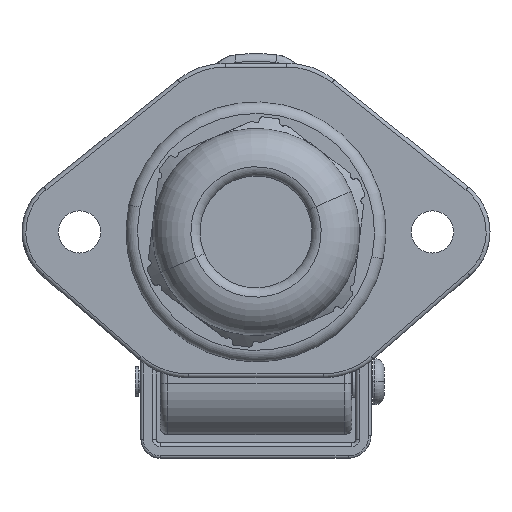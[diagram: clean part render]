
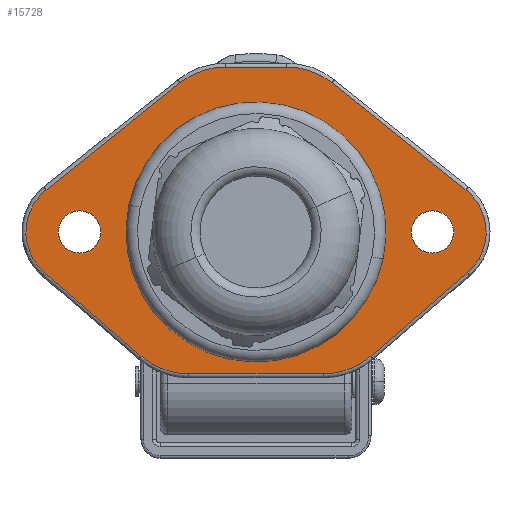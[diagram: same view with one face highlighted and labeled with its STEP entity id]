
A CAD part, front view. The second image highlights one B-rep face of the part: STEP entity #15728.
In plain terms, the highlighted planar face has unit normal (0, -1, 0).
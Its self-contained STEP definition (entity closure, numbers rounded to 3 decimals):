
#3854=CARTESIAN_POINT('',(0.,20.,0.));
#3855=DIRECTION('',(0.,1.,0.));
#3856=DIRECTION('',(1.,0.,0.001));
#3857=AXIS2_PLACEMENT_3D('',#3854,#3855,#3856);
#3874=CARTESIAN_POINT('',(-3.993,20.,12.));
#3875=DIRECTION('',(0.,1.,0.));
#3876=DIRECTION('',(-0.625,0.,0.781));
#3877=AXIS2_PLACEMENT_3D('',#3874,#3875,#3876);
#3879=CARTESIAN_POINT('',(3.993,20.,12.));
#3880=DIRECTION('',(0.,1.,0.));
#3881=DIRECTION('',(0.,0.,1.));
#3882=AXIS2_PLACEMENT_3D('',#3879,#3880,#3881);
#3884=DIRECTION('',(0.781,0.,-0.625));
#3885=VECTOR('',#3884,22.339);
#3886=CARTESIAN_POINT('',(9.927,20.,19.419));
#3887=LINE('',#3886,#3885);
#3888=CARTESIAN_POINT('',(23.,20.,0.));
#3889=DIRECTION('',(0.,1.,0.));
#3890=DIRECTION('',(0.625,0.,0.781));
#3891=AXIS2_PLACEMENT_3D('',#3888,#3889,#3890);
#3893=DIRECTION('',(-0.756,0.,-0.654));
#3894=VECTOR('',#3893,16.646);
#3895=CARTESIAN_POINT('',(27.58,20.,-5.294));
#3896=LINE('',#3895,#3894);
#3897=CARTESIAN_POINT('',(8.775,20.,-9.));
#3898=DIRECTION('',(0.,1.,0.));
#3899=DIRECTION('',(0.654,0.,-0.756));
#3900=AXIS2_PLACEMENT_3D('',#3897,#3898,#3899);
#3902=CARTESIAN_POINT('',(-8.775,20.,-9.));
#3903=DIRECTION('',(0.,1.,0.));
#3904=DIRECTION('',(0.,0.,-1.));
#3905=AXIS2_PLACEMENT_3D('',#3902,#3903,#3904);
#3907=DIRECTION('',(-0.756,0.,0.654));
#3908=VECTOR('',#3907,16.646);
#3909=CARTESIAN_POINT('',(-14.99,20.,-16.185));
#3910=LINE('',#3909,#3908);
#3911=CARTESIAN_POINT('',(-23.,20.,0.));
#3912=DIRECTION('',(0.,1.,0.));
#3913=DIRECTION('',(-0.654,0.,-0.756));
#3914=AXIS2_PLACEMENT_3D('',#3911,#3912,#3913);
#3916=DIRECTION('',(0.781,0.,0.625));
#3917=VECTOR('',#3916,22.339);
#3918=CARTESIAN_POINT('',(-27.372,20.,5.467));
#3919=LINE('',#3918,#3917);
#3920=CARTESIAN_POINT('',(-23.,20.,0.));
#3921=DIRECTION('',(0.,-1.,0.));
#3922=DIRECTION('',(1.,0.,0.));
#3923=AXIS2_PLACEMENT_3D('',#3920,#3921,#3922);
#3925=CARTESIAN_POINT('',(-23.,20.,0.));
#3926=DIRECTION('',(0.,-1.,0.));
#3927=DIRECTION('',(-1.,0.,0.));
#3928=AXIS2_PLACEMENT_3D('',#3925,#3926,#3927);
#3930=CARTESIAN_POINT('',(23.,20.,0.));
#3931=DIRECTION('',(0.,-1.,0.));
#3932=DIRECTION('',(1.,0.,0.));
#3933=AXIS2_PLACEMENT_3D('',#3930,#3931,#3932);
#3935=CARTESIAN_POINT('',(23.,20.,0.));
#3936=DIRECTION('',(0.,-1.,0.));
#3937=DIRECTION('',(-1.,0.,0.));
#3938=AXIS2_PLACEMENT_3D('',#3935,#3936,#3937);
#3940=CARTESIAN_POINT('',(0.,20.,0.));
#3941=DIRECTION('',(0.,-1.,0.));
#3942=DIRECTION('',(-1.,0.,-0.001));
#3943=AXIS2_PLACEMENT_3D('',#3940,#3941,#3942);
#3945=CARTESIAN_POINT('',(0.,20.,0.));
#3946=DIRECTION('',(0.,-1.,0.));
#3947=DIRECTION('',(1.,0.,0.001));
#3948=AXIS2_PLACEMENT_3D('',#3945,#3946,#3947);
#4008=DIRECTION('',(1.,0.,0.));
#4009=VECTOR('',#4008,17.55);
#4010=CARTESIAN_POINT('',(-8.775,20.,-18.5));
#4011=LINE('',#4010,#4009);
#4074=DIRECTION('',(-1.,0.,0.));
#4075=VECTOR('',#4074,7.986);
#4076=CARTESIAN_POINT('',(3.993,20.,21.5));
#4077=LINE('',#4076,#4075);
#9347=CARTESIAN_POINT('',(0.,20.,0.));
#9348=DIRECTION('',(0.,1.,0.));
#9349=DIRECTION('',(-1.,0.,-0.001));
#9350=AXIS2_PLACEMENT_3D('',#9347,#9348,#9349);
#9387=CARTESIAN_POINT('',(13.5,20.,0.01));
#9388=CARTESIAN_POINT('',(13.499,20.,-0.187));
#9389=VERTEX_POINT('',#9387);
#9390=VERTEX_POINT('',#9388);
#9391=CARTESIAN_POINT('',(-13.5,20.,-0.01));
#9392=VERTEX_POINT('',#9391);
#9393=CARTESIAN_POINT('',(-9.927,20.,19.419));
#9394=CARTESIAN_POINT('',(-3.993,20.,21.5));
#9395=VERTEX_POINT('',#9393);
#9396=VERTEX_POINT('',#9394);
#9397=CARTESIAN_POINT('',(3.993,20.,21.5));
#9398=VERTEX_POINT('',#9397);
#9399=CARTESIAN_POINT('',(9.927,20.,19.419));
#9400=VERTEX_POINT('',#9399);
#9401=CARTESIAN_POINT('',(27.372,20.,5.467));
#9402=VERTEX_POINT('',#9401);
#9403=CARTESIAN_POINT('',(27.58,20.,-5.294));
#9404=VERTEX_POINT('',#9403);
#9405=CARTESIAN_POINT('',(14.99,20.,-16.185));
#9406=VERTEX_POINT('',#9405);
#9407=CARTESIAN_POINT('',(8.775,20.,-18.5));
#9408=VERTEX_POINT('',#9407);
#9409=CARTESIAN_POINT('',(-8.775,20.,-18.5));
#9410=VERTEX_POINT('',#9409);
#9411=CARTESIAN_POINT('',(-14.99,20.,-16.185));
#9412=VERTEX_POINT('',#9411);
#9413=CARTESIAN_POINT('',(-27.58,20.,-5.294));
#9414=VERTEX_POINT('',#9413);
#9415=CARTESIAN_POINT('',(-27.372,20.,5.467));
#9416=VERTEX_POINT('',#9415);
#9417=CARTESIAN_POINT('',(-20.25,20.,0.));
#9418=CARTESIAN_POINT('',(-25.75,20.,0.));
#9419=VERTEX_POINT('',#9417);
#9420=VERTEX_POINT('',#9418);
#9421=CARTESIAN_POINT('',(25.75,20.,0.));
#9422=CARTESIAN_POINT('',(20.25,20.,0.));
#9423=VERTEX_POINT('',#9421);
#9424=VERTEX_POINT('',#9422);
#9425=CARTESIAN_POINT('',(-13.499,20.,0.187));
#9426=VERTEX_POINT('',#9425);
#15677=CARTESIAN_POINT('',(0.,20.,0.));
#15678=DIRECTION('',(0.,1.,0.));
#15679=DIRECTION('',(1.,0.,0.));
#15680=AXIS2_PLACEMENT_3D('',#15677,#15678,#15679);
#15681=PLANE('',#15680);
#15683=ORIENTED_EDGE('',*,*,#15682,.T.);
#15685=ORIENTED_EDGE('',*,*,#15684,.F.);
#15687=ORIENTED_EDGE('',*,*,#15686,.T.);
#15689=ORIENTED_EDGE('',*,*,#15688,.T.);
#15691=ORIENTED_EDGE('',*,*,#15690,.T.);
#15693=ORIENTED_EDGE('',*,*,#15692,.T.);
#15695=ORIENTED_EDGE('',*,*,#15694,.T.);
#15697=ORIENTED_EDGE('',*,*,#15696,.F.);
#15699=ORIENTED_EDGE('',*,*,#15698,.T.);
#15701=ORIENTED_EDGE('',*,*,#15700,.T.);
#15703=ORIENTED_EDGE('',*,*,#15702,.T.);
#15705=ORIENTED_EDGE('',*,*,#15704,.T.);
#15706=EDGE_LOOP('',(#15683,#15685,#15687,#15689,#15691,#15693,#15695,#15697,
#15699,#15701,#15703,#15705));
#15707=FACE_OUTER_BOUND('',#15706,.F.);
#15709=ORIENTED_EDGE('',*,*,#15708,.T.);
#15711=ORIENTED_EDGE('',*,*,#15710,.T.);
#15712=EDGE_LOOP('',(#15709,#15711));
#15713=FACE_BOUND('',#15712,.F.);
#15715=ORIENTED_EDGE('',*,*,#15714,.T.);
#15717=ORIENTED_EDGE('',*,*,#15716,.T.);
#15718=EDGE_LOOP('',(#15715,#15717));
#15719=FACE_BOUND('',#15718,.F.);
#15720=ORIENTED_EDGE('',*,*,#15666,.T.);
#15721=ORIENTED_EDGE('',*,*,#15664,.F.);
#15723=ORIENTED_EDGE('',*,*,#15722,.T.);
#15725=ORIENTED_EDGE('',*,*,#15724,.F.);
#15726=EDGE_LOOP('',(#15720,#15721,#15723,#15725));
#15727=FACE_BOUND('',#15726,.F.);
#15728=ADVANCED_FACE('',(#15707,#15713,#15719,#15727),#15681,.F.);
#3858=CIRCLE('',#3857,13.5);
#3878=CIRCLE('',#3877,9.5);
#3883=CIRCLE('',#3882,9.5);
#3892=CIRCLE('',#3891,7.);
#3901=CIRCLE('',#3900,9.5);
#3906=CIRCLE('',#3905,9.5);
#3915=CIRCLE('',#3914,7.);
#3924=CIRCLE('',#3923,2.75);
#3929=CIRCLE('',#3928,2.75);
#3934=CIRCLE('',#3933,2.75);
#3939=CIRCLE('',#3938,2.75);
#3944=CIRCLE('',#3943,13.5);
#3949=CIRCLE('',#3948,13.5);
#9351=CIRCLE('',#9350,13.5);
#15664=EDGE_CURVE('',#9389,#9390,#3858,.T.);
#15666=EDGE_CURVE('',#9392,#9390,#3944,.T.);
#15682=EDGE_CURVE('',#9395,#9396,#3878,.T.);
#15684=EDGE_CURVE('',#9398,#9396,#4077,.T.);
#15686=EDGE_CURVE('',#9398,#9400,#3883,.T.);
#15688=EDGE_CURVE('',#9400,#9402,#3887,.T.);
#15690=EDGE_CURVE('',#9402,#9404,#3892,.T.);
#15692=EDGE_CURVE('',#9404,#9406,#3896,.T.);
#15694=EDGE_CURVE('',#9406,#9408,#3901,.T.);
#15696=EDGE_CURVE('',#9410,#9408,#4011,.T.);
#15698=EDGE_CURVE('',#9410,#9412,#3906,.T.);
#15700=EDGE_CURVE('',#9412,#9414,#3910,.T.);
#15702=EDGE_CURVE('',#9414,#9416,#3915,.T.);
#15704=EDGE_CURVE('',#9416,#9395,#3919,.T.);
#15708=EDGE_CURVE('',#9419,#9420,#3924,.T.);
#15710=EDGE_CURVE('',#9420,#9419,#3929,.T.);
#15714=EDGE_CURVE('',#9423,#9424,#3934,.T.);
#15716=EDGE_CURVE('',#9424,#9423,#3939,.T.);
#15722=EDGE_CURVE('',#9389,#9426,#3949,.T.);
#15724=EDGE_CURVE('',#9392,#9426,#9351,.T.);
